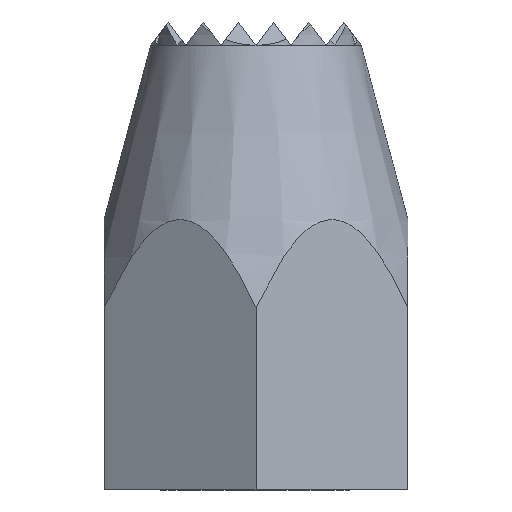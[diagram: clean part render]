
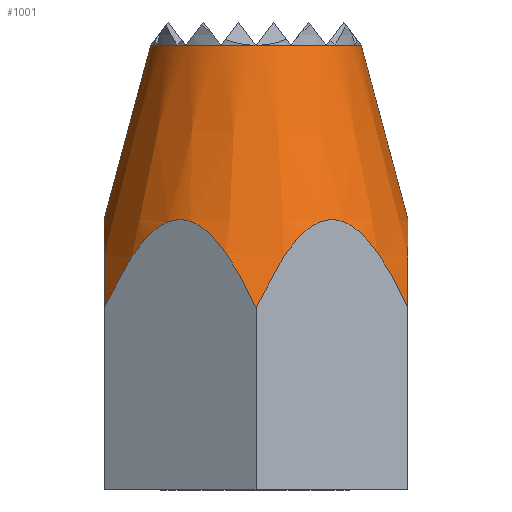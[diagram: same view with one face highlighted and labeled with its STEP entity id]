
A CAD part, left-side view. The second image highlights one B-rep face of the part: STEP entity #1001.
In plain terms, the highlighted conical face has half-angle 15 degrees and reference radius 6 mm.
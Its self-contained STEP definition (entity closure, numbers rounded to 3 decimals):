
#637=VERTEX_POINT('',#1879);
#641=EDGE_CURVE('',#649,#667,#1884,.T.);
#645=VERTEX_POINT('',#1888);
#649=VERTEX_POINT('',#1893);
#667=VERTEX_POINT('',#1912);
#681=EDGE_CURVE('',#695,#685,#1929,.T.);
#685=VERTEX_POINT('',#1933);
#695=VERTEX_POINT('',#1943);
#821=EDGE_CURVE('',#977,#1497,#2084,.T.);
#851=EDGE_CURVE('',#645,#977,#2117,.T.);
#927=EDGE_CURVE('',#1497,#649,#2207,.T.);
#977=VERTEX_POINT('',#2263);
#1001=ADVANCED_FACE('',(#2290),#2291,.T.);
#1043=EDGE_CURVE('',#1359,#637,#2338,.T.);
#1359=VERTEX_POINT('',#2700);
#1451=EDGE_CURVE('',#637,#695,#2803,.T.);
#1479=EDGE_CURVE('',#685,#645,#2837,.T.);
#1497=VERTEX_POINT('',#2858);
#1819=EDGE_CURVE('',#667,#1359,#3230,.T.);
#1879=CARTESIAN_POINT('',(-4.5,0.,19.));
#1884=LINE('',#3291,#3292);
#1888=CARTESIAN_POINT('',(-3.75,6.495,7.804));
#1893=CARTESIAN_POINT('',(0.,-6.495,11.554));
#1912=CARTESIAN_POINT('',(0.,-4.5,19.));
#1929=LINE('',#3350,#3351);
#1933=CARTESIAN_POINT('',(0.,6.495,11.554));
#1943=CARTESIAN_POINT('',(0.,4.5,19.));
#2084=(B_SPLINE_CURVE(2,(#3571,#3572,#3573),.UNSPECIFIED.,.F.,.F.)B_SPLINE_CURVE_WITH_KNOTS((3,3),(0.0,10.607),.UNSPECIFIED.)RATIONAL_B_SPLINE_CURVE((1.0,1.155,1.0))BOUNDED_CURVE()REPRESENTATION_ITEM('')GEOMETRIC_REPRESENTATION_ITEM()CURVE());
#2117=(B_SPLINE_CURVE(2,(#3627,#3628,#3629),.UNSPECIFIED.,.F.,.F.)B_SPLINE_CURVE_WITH_KNOTS((3,3),(0.0,10.607),.UNSPECIFIED.)RATIONAL_B_SPLINE_CURVE((1.0,1.155,1.0))BOUNDED_CURVE()REPRESENTATION_ITEM('')GEOMETRIC_REPRESENTATION_ITEM()CURVE());
#2207=(B_SPLINE_CURVE(2,(#3763,#3764,#3765),.UNSPECIFIED.,.F.,.F.)B_SPLINE_CURVE_WITH_KNOTS((3,3),(0.0,10.607),.UNSPECIFIED.)RATIONAL_B_SPLINE_CURVE((1.0,1.155,1.0))BOUNDED_CURVE()REPRESENTATION_ITEM('')GEOMETRIC_REPRESENTATION_ITEM()CURVE());
#2263=CARTESIAN_POINT('',(-7.5,0.,7.804));
#2290=FACE_OUTER_BOUND('',#3885,.T.);
#2291=CONICAL_SURFACE('',#3886,6.,0.262);
#2338=CIRCLE('',#3956,4.5);
#2700=CARTESIAN_POINT('',(-1.5,-4.243,19.));
#2803=CIRCLE('',#4617,4.5);
#2837=(B_SPLINE_CURVE(2,(#4660,#4661,#4662),.UNSPECIFIED.,.F.,.F.)B_SPLINE_CURVE_WITH_KNOTS((3,3),(0.0,10.607),.UNSPECIFIED.)RATIONAL_B_SPLINE_CURVE((1.0,1.155,1.0))BOUNDED_CURVE()REPRESENTATION_ITEM('')GEOMETRIC_REPRESENTATION_ITEM()CURVE());
#2858=CARTESIAN_POINT('',(-3.75,-6.495,7.804));
#3230=CIRCLE('',#5202,4.5);
#3291=CARTESIAN_POINT('',(0.,-6.,13.402));
#3292=VECTOR('',#5279,1.0);
#3350=CARTESIAN_POINT('',(0.,6.,13.402));
#3351=VECTOR('',#5338,1.0);
#3571=CARTESIAN_POINT('',(-7.5,0.,7.804));
#3572=CARTESIAN_POINT('',(-5.625,-3.248,14.801));
#3573=CARTESIAN_POINT('',(-3.75,-6.495,7.804));
#3627=CARTESIAN_POINT('',(-3.75,6.495,7.804));
#3628=CARTESIAN_POINT('',(-5.625,3.248,14.801));
#3629=CARTESIAN_POINT('',(-7.5,0.,7.804));
#3763=CARTESIAN_POINT('',(-3.75,-6.495,7.804));
#3764=CARTESIAN_POINT('',(0.,-6.495,14.801));
#3765=CARTESIAN_POINT('',(3.75,-6.495,7.804));
#3885=EDGE_LOOP('',(#5749,#5750,#5751,#5752,#5753,#5754,#5755,#5756,#5757));
#3886=AXIS2_PLACEMENT_3D('',#5758,#5759,#5760);
#3956=AXIS2_PLACEMENT_3D('',#5819,#5820,#5821);
#4617=AXIS2_PLACEMENT_3D('',#6404,#6405,#6406);
#4660=CARTESIAN_POINT('',(3.75,6.495,7.804));
#4661=CARTESIAN_POINT('',(0.,6.495,14.801));
#4662=CARTESIAN_POINT('',(-3.75,6.495,7.804));
#5202=AXIS2_PLACEMENT_3D('',#6981,#6982,#6983);
#5279=DIRECTION('',(0.,0.259,0.966));
#5338=DIRECTION('',(0.,0.259,-0.966));
#5749=ORIENTED_EDGE('',*,*,#681,.T.);
#5750=ORIENTED_EDGE('',*,*,#1479,.T.);
#5751=ORIENTED_EDGE('',*,*,#851,.T.);
#5752=ORIENTED_EDGE('',*,*,#821,.T.);
#5753=ORIENTED_EDGE('',*,*,#927,.T.);
#5754=ORIENTED_EDGE('',*,*,#641,.T.);
#5755=ORIENTED_EDGE('',*,*,#1819,.T.);
#5756=ORIENTED_EDGE('',*,*,#1043,.T.);
#5757=ORIENTED_EDGE('',*,*,#1451,.T.);
#5758=CARTESIAN_POINT('',(0.,0.0,13.402));
#5759=DIRECTION('',(0.0,-0.0,-1.0));
#5760=DIRECTION('',(0.,1.0,0.0));
#5819=CARTESIAN_POINT('',(0.,0.0,19.));
#5820=DIRECTION('',(0.0,0.0,-1.0));
#5821=DIRECTION('',(0.,1.0,0.0));
#6404=CARTESIAN_POINT('',(0.,0.0,19.));
#6405=DIRECTION('',(0.0,0.0,-1.0));
#6406=DIRECTION('',(0.,1.0,0.0));
#6981=CARTESIAN_POINT('',(0.,0.0,19.));
#6982=DIRECTION('',(0.0,0.0,-1.0));
#6983=DIRECTION('',(0.,1.0,0.0));
